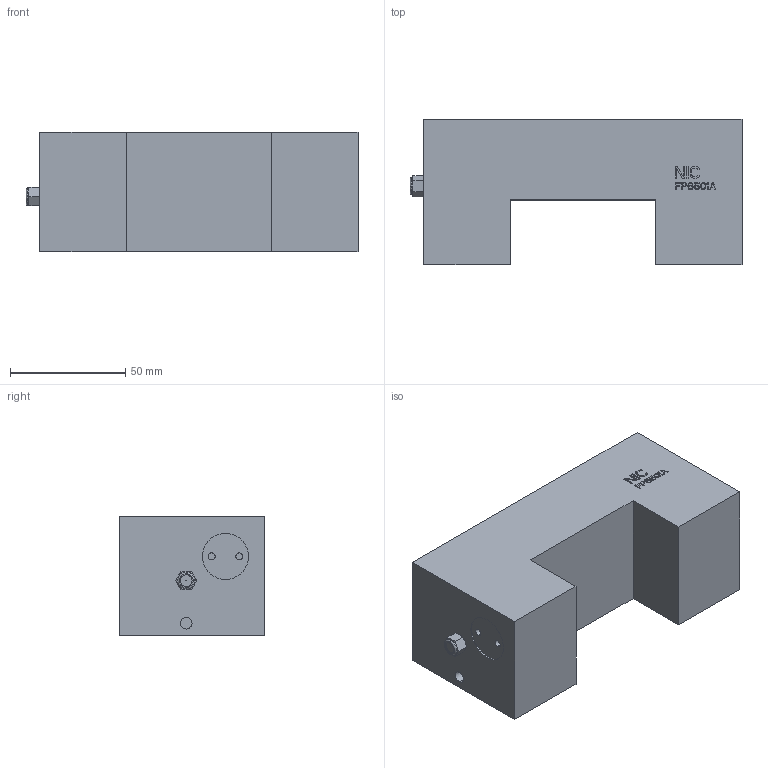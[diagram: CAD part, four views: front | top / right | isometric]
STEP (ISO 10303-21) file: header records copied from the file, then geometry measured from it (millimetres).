
FILE_DESCRIPTION((''),'2;1');
FILE_NAME('FP6501A','2025-05-18T18:24:55',('lx'),(''),'CREO PARAMETRIC BY PTC INC, 2018100','CREO PARAMETRIC BY PTC INC, 2018100','');
FILE_SCHEMA(('CONFIG_CONTROL_DESIGN'));
Length unit declared in the file: millimetre
Products named in the file (1): FP6501A
Bounding box: 144 x 63 x 52 mm (x, y, z)
Volume: 354280.3 mm3; surface area: 40673.3 mm2
Topology: 1 solids, 2 shells, 370 faces, 978 edges, 647 vertices
Faces by surface type: plane 304, cylinder 46, cone 16, torus 2, sphere 2
Entity records: 11396 total; most frequent: CARTESIAN_POINT 2107, ORIENTED_EDGE 1952, DIRECTION 1814, EDGE_CURVE 976, VECTOR 830, LINE 830, VERTEX_POINT 647, AXIS2_PLACEMENT_3D 492
